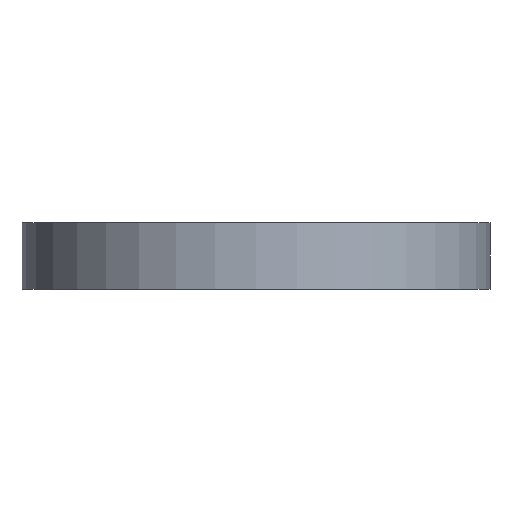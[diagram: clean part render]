
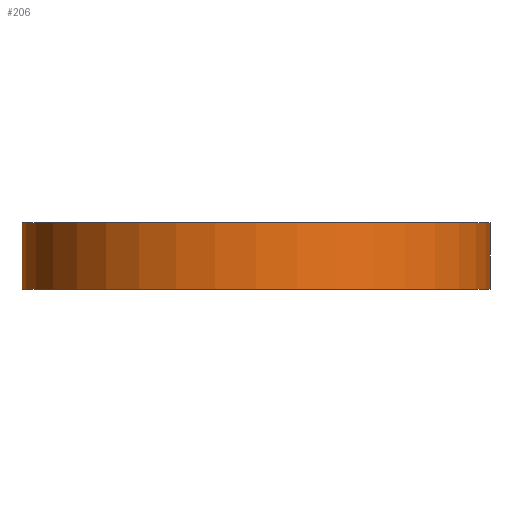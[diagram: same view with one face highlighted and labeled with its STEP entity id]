
A CAD part, front view. The second image highlights one B-rep face of the part: STEP entity #206.
In plain terms, the highlighted cylindrical face has radius 35 mm (diameter 70 mm), a full revolution.
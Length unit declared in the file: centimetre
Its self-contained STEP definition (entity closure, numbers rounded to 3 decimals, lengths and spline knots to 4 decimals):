
#39=FACE_BOUND('',#73,.T.);
#52=FACE_OUTER_BOUND('',#72,.T.);
#72=EDGE_LOOP('',(#156));
#73=EDGE_LOOP('',(#157));
#94=CIRCLE('',#243,3.5);
#95=CIRCLE('',#244,3.5);
#112=VERTEX_POINT('',#367);
#113=VERTEX_POINT('',#369);
#130=EDGE_CURVE('',#112,#112,#94,.T.);
#131=EDGE_CURVE('',#113,#113,#95,.T.);
#156=ORIENTED_EDGE('',*,*,#130,.F.);
#157=ORIENTED_EDGE('',*,*,#131,.F.);
#193=CYLINDRICAL_SURFACE('',#242,3.5);
#206=ADVANCED_FACE('',(#52,#39),#193,.T.);
#242=AXIS2_PLACEMENT_3D('',#366,#294,#295);
#243=AXIS2_PLACEMENT_3D('',#368,#296,#297);
#244=AXIS2_PLACEMENT_3D('',#370,#298,#299);
#294=DIRECTION('center_axis',(0.,0.,1.));
#295=DIRECTION('ref_axis',(-1.,0.,0.));
#296=DIRECTION('center_axis',(0.,0.,1.));
#297=DIRECTION('ref_axis',(-1.,0.,0.));
#298=DIRECTION('center_axis',(0.,0.,-1.));
#299=DIRECTION('ref_axis',(-1.,0.,0.));
#366=CARTESIAN_POINT('Origin',(-0.191,-0.1569,0.));
#367=CARTESIAN_POINT('',(3.309,-0.1569,1.));
#368=CARTESIAN_POINT('Origin',(-0.191,-0.1569,1.));
#369=CARTESIAN_POINT('',(3.309,-0.1569,0.));
#370=CARTESIAN_POINT('Origin',(-0.191,-0.1569,0.));
